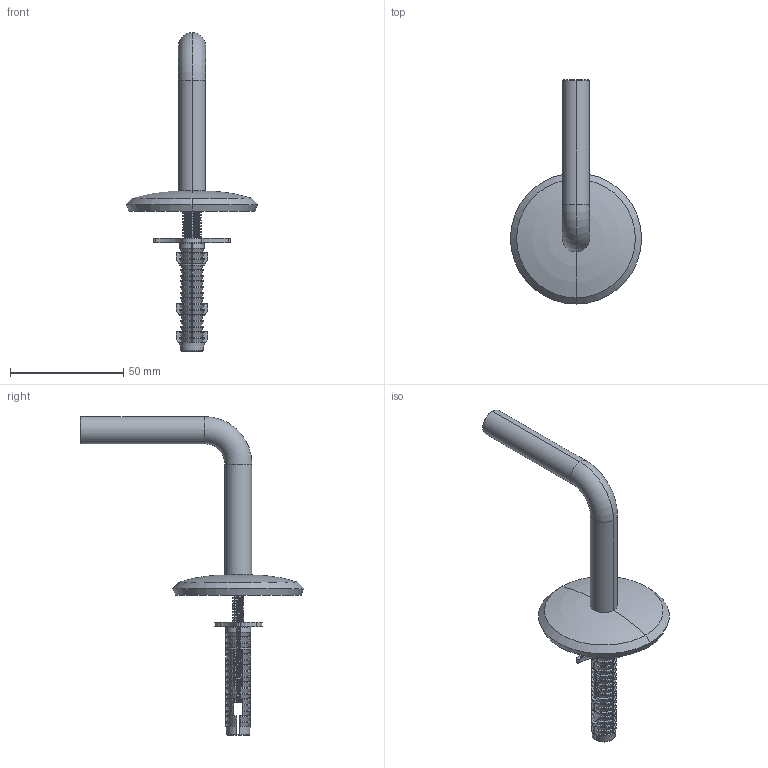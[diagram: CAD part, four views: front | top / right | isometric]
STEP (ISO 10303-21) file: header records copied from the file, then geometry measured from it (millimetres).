
FILE_DESCRIPTION (( 'STEP AP203' ), '1' );
FILE_NAME ('50200-240-12-DF-B.step', '2020-09-03T14:56:54', ( '' ), ( '' ), 'SwSTEP 2.0', 'SolidWorks 2018', '' );
FILE_SCHEMA (( 'CONFIG_CONTROL_DESIGN' ));
Length unit declared in the file: millimetre
Products named in the file (10): 50XXX-240-12-DF Teil5; 50XXX-240-DF Teil4; 50XXX-240-DF Teil4_50200-240-DF Teil4; 50200-240-12-DF-B; 50XXX-240-DF Teil1; 50XXX-240-12-DF Teil5_50XXX-240-12-DF Teil5; 50XXX-240-DF Teil3; 50XXX-240-DF Teil3_Drehfix D｜el; 50XXX-240-DF Teil1_50XXX-240-DF Teil1
Assembly tree (6 placements, depth 2):
  50200-240-12-DF-B
    50XXX-240-DF Teil1_50XXX-240-DF Teil1
    50XXX-240-DF Teil4_50200-240-DF Teil4
    50XXX-240-DF Teil3_Drehfix D｜el
    50XXX-240-12-DF Teil5_50XXX-240-12-DF Teil5
  50XXX-240-DF Teil1
  50XXX-240-DF Teil3
  50200-240-12-DF-B
    50XXX-240-12-DF Teil5
    50XXX-240-DF Teil4
Bounding box: 58 x 99 x 141 mm (x, y, z)
Volume: 30842.5 mm3; surface area: 18295.6 mm2
Topology: 4 solids, 4 shells, 3235 faces, 7591 edges, 4386 vertices
Faces by surface type: bspline 2106, plane 603, cylinder 350, cone 87, torus 74, sphere 15
Entity records: 148182 total; most frequent: CARTESIAN_POINT 87158, ORIENTED_EDGE 15160, EDGE_CURVE 7580, DIRECTION 7282, VERTEX_POINT 4381, B_SPLINE_CURVE_WITH_KNOTS 3650, EDGE_LOOP 3275, ADVANCED_FACE 3235
